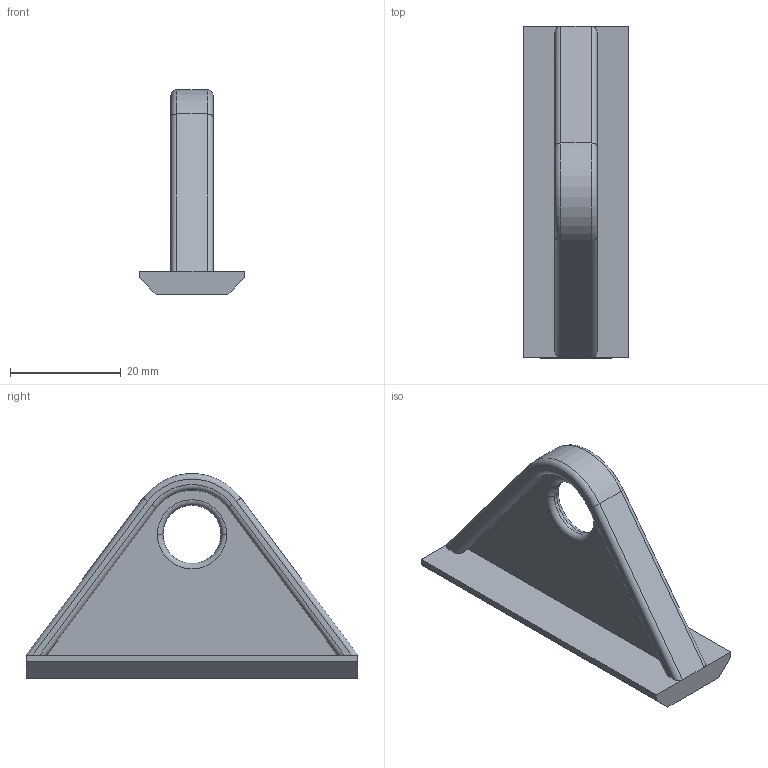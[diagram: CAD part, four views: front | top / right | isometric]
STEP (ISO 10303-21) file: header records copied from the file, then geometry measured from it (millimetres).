
FILE_DESCRIPTION((''),'2;1');
FILE_NAME('12091_DRSNIK_OBESALNI_U10','2022-09-19T07:57:18',('PredragRovcanin'),('Audax d.o.o.'),'CREO PARAMETRIC BY PTC INC, 2020281','CREO PARAMETRIC BY PTC INC, 2020281','');
FILE_SCHEMA(('AP242_MANAGED_MODEL_BASED_3D_ENGINEERING_MIM_LF { 1 0 10303 442 1 1 4 }'));
Length unit declared in the file: millimetre
Products named in the file (1): 12091_DRSNIK_OBESALNI_U10
Bounding box: 19 x 60 x 36.96 mm (x, y, z)
Volume: 8233.6 mm3; surface area: 5672.4 mm2
Topology: 1 solids, 1 shells, 40 faces, 100 edges, 64 vertices
Faces by surface type: plane 19, cylinder 13, torus 8
Entity records: 1981 total; most frequent: COLOUR_RGB 321, CARTESIAN_POINT 251, DIRECTION 204, ORIENTED_EDGE 196, PRESENTATION_STYLE_ASSIGNMENT 102, STYLED_ITEM 102, CURVE_STYLE 101, EDGE_CURVE 98
